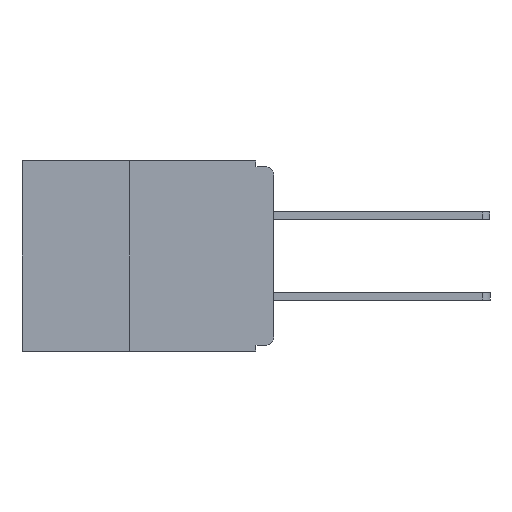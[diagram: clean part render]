
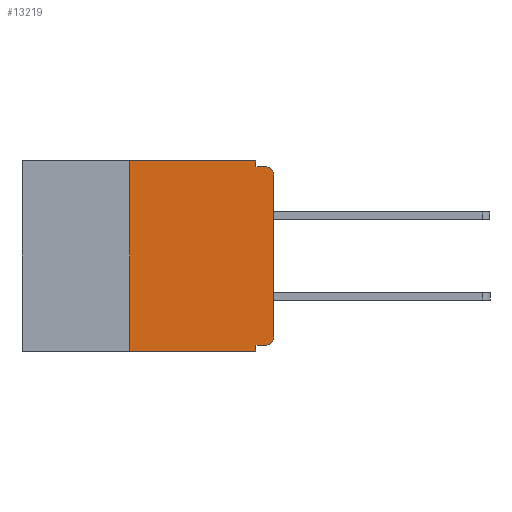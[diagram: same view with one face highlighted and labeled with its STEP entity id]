
A CAD part, left-side view. The second image highlights one B-rep face of the part: STEP entity #13219.
In plain terms, the highlighted planar face has unit normal (-1, 0, 0).
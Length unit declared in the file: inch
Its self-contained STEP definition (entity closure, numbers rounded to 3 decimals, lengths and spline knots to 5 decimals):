
#265 = CARTESIAN_POINT ( 'NONE',  ( 0., 0.25, 0. ) ) ;
#1086 = LINE ( 'NONE', #17366, #8978 ) ;
#1293 = VERTEX_POINT ( 'NONE', #11535 ) ;
#1343 = EDGE_CURVE ( 'NONE', #9696, #7961, #1086, .T. ) ;
#1344 = DIRECTION ( 'NONE',  ( 0., -1., 0. ) ) ;
#1355 = VECTOR ( 'NONE', #1344, 39.37008 ) ;
#1585 = CARTESIAN_POINT ( 'NONE',  ( 0., 0.031, -0.32 ) ) ;
#2010 = VECTOR ( 'NONE', #2311, 39.37008 ) ;
#2176 = VERTEX_POINT ( 'NONE', #12386 ) ;
#2311 = DIRECTION ( 'NONE',  ( 0., 0., -1. ) ) ;
#2338 = ORIENTED_EDGE ( 'NONE', *, *, #12597, .F. ) ;
#2581 = ORIENTED_EDGE ( 'NONE', *, *, #17468, .T. ) ;
#2655 = LINE ( 'NONE', #15796, #18608 ) ;
#2764 = VERTEX_POINT ( 'NONE', #19572 ) ;
#2982 = CARTESIAN_POINT ( 'NONE',  ( 0., 0.437, 0. ) ) ;
#3212 = DIRECTION ( 'NONE',  ( -1., 0., 0. ) ) ;
#4581 = DIRECTION ( 'NONE',  ( 1., 0., 0. ) ) ;
#4644 = DIRECTION ( 'NONE',  ( 0., -1., 0. ) ) ;
#4704 = CARTESIAN_POINT ( 'NONE',  ( 0., 0.25, -0.33 ) ) ;
#4754 = DIRECTION ( 'NONE',  ( 0., -1., 0. ) ) ;
#5540 = ORIENTED_EDGE ( 'NONE', *, *, #7848, .F. ) ;
#5829 = VECTOR ( 'NONE', #17159, 39.37008 ) ;
#6003 = EDGE_CURVE ( 'NONE', #2764, #2176, #7149, .T. ) ;
#6193 = LINE ( 'NONE', #8560, #2010 ) ;
#6224 = DIRECTION ( 'NONE',  ( -1., 0., 0. ) ) ;
#6229 = CARTESIAN_POINT ( 'NONE',  ( 0., 0.437, -0.33 ) ) ;
#6270 = FACE_OUTER_BOUND ( 'NONE', #8935, .T. ) ;
#6394 = CARTESIAN_POINT ( 'NONE',  ( 0., 0., -0.32 ) ) ;
#7149 = LINE ( 'NONE', #7546, #13887 ) ;
#7153 = EDGE_CURVE ( 'NONE', #12175, #7961, #17193, .T. ) ;
#7274 = ORIENTED_EDGE ( 'NONE', *, *, #1343, .F. ) ;
#7546 = CARTESIAN_POINT ( 'NONE',  ( 0., 0., 0. ) ) ;
#7813 = DIRECTION ( 'NONE',  ( 0., 0., 1. ) ) ;
#7848 = EDGE_CURVE ( 'NONE', #12800, #12969, #8279, .T. ) ;
#7961 = VERTEX_POINT ( 'NONE', #14293 ) ;
#7985 = ORIENTED_EDGE ( 'NONE', *, *, #6003, .T. ) ;
#8279 = LINE ( 'NONE', #14031, #15968 ) ;
#8560 = CARTESIAN_POINT ( 'NONE',  ( 0., 0.031, 0. ) ) ;
#8629 = CIRCLE ( 'NONE', #19688, 0.015 ) ;
#8935 = EDGE_LOOP ( 'NONE', ( #7985, #18750, #2338, #18277, #5540, #9213, #15468, #7274, #14981, #2581 ) ) ;
#8978 = VECTOR ( 'NONE', #13158, 39.37008 ) ;
#9038 = VERTEX_POINT ( 'NONE', #15408 ) ;
#9043 = VECTOR ( 'NONE', #4644, 39.37008 ) ;
#9188 = CARTESIAN_POINT ( 'NONE',  ( 0., 0., -0.01 ) ) ;
#9213 = ORIENTED_EDGE ( 'NONE', *, *, #16287, .F. ) ;
#9696 = VERTEX_POINT ( 'NONE', #1585 ) ;
#9910 = VERTEX_POINT ( 'NONE', #15883 ) ;
#9979 = LINE ( 'NONE', #6394, #5829 ) ;
#10005 = CIRCLE ( 'NONE', #18379, 0.015 ) ;
#10694 = PLANE ( 'NONE',  #19914 ) ;
#11535 = CARTESIAN_POINT ( 'NONE',  ( 0., 0.015, -0.01 ) ) ;
#12175 = VERTEX_POINT ( 'NONE', #4704 ) ;
#12386 = CARTESIAN_POINT ( 'NONE',  ( 0., 0., -0.025 ) ) ;
#12499 = CARTESIAN_POINT ( 'NONE',  ( 0., 0.015, -0.305 ) ) ;
#12597 = EDGE_CURVE ( 'NONE', #9038, #1293, #13778, .T. ) ;
#12800 = VERTEX_POINT ( 'NONE', #265 ) ;
#12969 = VERTEX_POINT ( 'NONE', #16210 ) ;
#13158 = DIRECTION ( 'NONE',  ( 0., 0., -1. ) ) ;
#13219 = ADVANCED_FACE ( 'NONE', ( #6270 ), #10694, .F. ) ;
#13778 = LINE ( 'NONE', #9188, #1355 ) ;
#13887 = VECTOR ( 'NONE', #7813, 39.37008 ) ;
#14031 = CARTESIAN_POINT ( 'NONE',  ( 0., 0.437, 0. ) ) ;
#14064 = DIRECTION ( 'NONE',  ( 0., 0., -1. ) ) ;
#14293 = CARTESIAN_POINT ( 'NONE',  ( 0., 0.031, -0.33 ) ) ;
#14730 = EDGE_CURVE ( 'NONE', #12969, #9038, #6193, .T. ) ;
#14981 = ORIENTED_EDGE ( 'NONE', *, *, #19089, .F. ) ;
#15057 = EDGE_CURVE ( 'NONE', #2176, #1293, #8629, .T. ) ;
#15402 = DIRECTION ( 'NONE',  ( 0., 0., -1. ) ) ;
#15408 = CARTESIAN_POINT ( 'NONE',  ( 0., 0.031, -0.01 ) ) ;
#15468 = ORIENTED_EDGE ( 'NONE', *, *, #7153, .T. ) ;
#15475 = CARTESIAN_POINT ( 'NONE',  ( 0., 0.015, -0.025 ) ) ;
#15729 = DIRECTION ( 'NONE',  ( 0., 0., 1. ) ) ;
#15796 = CARTESIAN_POINT ( 'NONE',  ( 0., 0.25, -0.33 ) ) ;
#15883 = CARTESIAN_POINT ( 'NONE',  ( 0., 0.015, -0.32 ) ) ;
#15968 = VECTOR ( 'NONE', #4754, 39.37008 ) ;
#16210 = CARTESIAN_POINT ( 'NONE',  ( 0., 0.031, 0. ) ) ;
#16287 = EDGE_CURVE ( 'NONE', #12175, #12800, #2655, .T. ) ;
#17001 = DIRECTION ( 'NONE',  ( 0., 0., -1. ) ) ;
#17159 = DIRECTION ( 'NONE',  ( 0., 1., 0. ) ) ;
#17193 = LINE ( 'NONE', #6229, #9043 ) ;
#17366 = CARTESIAN_POINT ( 'NONE',  ( 0., 0.031, -0.33 ) ) ;
#17468 = EDGE_CURVE ( 'NONE', #9910, #2764, #10005, .T. ) ;
#18277 = ORIENTED_EDGE ( 'NONE', *, *, #14730, .F. ) ;
#18379 = AXIS2_PLACEMENT_3D ( 'NONE', #12499, #3212, #14064 ) ;
#18608 = VECTOR ( 'NONE', #15729, 39.37008 ) ;
#18750 = ORIENTED_EDGE ( 'NONE', *, *, #15057, .T. ) ;
#19089 = EDGE_CURVE ( 'NONE', #9910, #9696, #9979, .T. ) ;
#19572 = CARTESIAN_POINT ( 'NONE',  ( 0., 0., -0.305 ) ) ;
#19688 = AXIS2_PLACEMENT_3D ( 'NONE', #15475, #6224, #17001 ) ;
#19914 = AXIS2_PLACEMENT_3D ( 'NONE', #2982, #4581, #15402 ) ;
